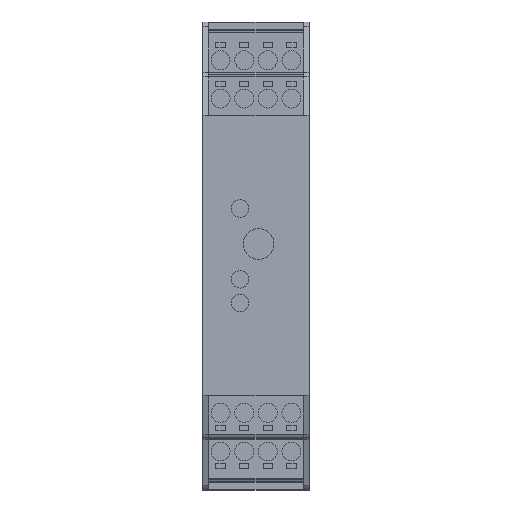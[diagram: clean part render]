
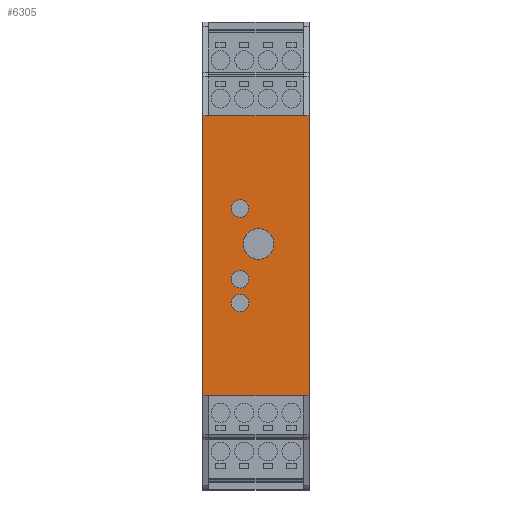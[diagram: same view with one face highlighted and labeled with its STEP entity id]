
A CAD part, top view. The second image highlights one B-rep face of the part: STEP entity #6305.
In plain terms, the highlighted planar face has unit normal (0, 0, 1).
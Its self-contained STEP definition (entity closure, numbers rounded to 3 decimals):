
#467=LINE('',#9541,#1279);
#484=LINE('',#9580,#1296);
#542=LINE('',#9719,#1354);
#543=LINE('',#9720,#1355);
#544=LINE('',#9721,#1356);
#545=LINE('',#9723,#1357);
#546=LINE('',#9725,#1358);
#547=LINE('',#9726,#1359);
#1279=VECTOR('',#7643,1000.);
#1296=VECTOR('',#7684,1000.);
#1354=VECTOR('',#7794,1000.);
#1355=VECTOR('',#7795,1000.);
#1356=VECTOR('',#7796,1000.);
#1357=VECTOR('',#7797,1000.);
#1358=VECTOR('',#7798,1000.);
#1359=VECTOR('',#7799,1000.);
#2305=ORIENTED_EDGE('',*,*,#3953,.F.);
#2306=ORIENTED_EDGE('',*,*,#3954,.F.);
#2307=ORIENTED_EDGE('',*,*,#3955,.F.);
#2308=ORIENTED_EDGE('',*,*,#3956,.F.);
#2309=ORIENTED_EDGE('',*,*,#3957,.T.);
#2310=ORIENTED_EDGE('',*,*,#3871,.F.);
#2311=ORIENTED_EDGE('',*,*,#3958,.F.);
#2312=ORIENTED_EDGE('',*,*,#3959,.F.);
#2313=ORIENTED_EDGE('',*,*,#3960,.F.);
#2314=ORIENTED_EDGE('',*,*,#3961,.T.);
#2315=ORIENTED_EDGE('',*,*,#3962,.T.);
#2316=ORIENTED_EDGE('',*,*,#3891,.T.);
#3871=EDGE_CURVE('',#4457,#4665,#467,.T.);
#3891=EDGE_CURVE('',#4379,#4674,#484,.T.);
#3953=EDGE_CURVE('',#4726,#4726,#4936,.T.);
#3954=EDGE_CURVE('',#4727,#4727,#4937,.T.);
#3955=EDGE_CURVE('',#4728,#4728,#4938,.T.);
#3956=EDGE_CURVE('',#4729,#4729,#4939,.T.);
#3957=EDGE_CURVE('',#4674,#4665,#542,.T.);
#3958=EDGE_CURVE('',#4445,#4457,#543,.T.);
#3959=EDGE_CURVE('',#4730,#4445,#544,.T.);
#3960=EDGE_CURVE('',#4731,#4730,#545,.T.);
#3961=EDGE_CURVE('',#4731,#4371,#546,.T.);
#3962=EDGE_CURVE('',#4371,#4379,#547,.T.);
#4371=VERTEX_POINT('',#8762);
#4379=VERTEX_POINT('',#8779);
#4445=VERTEX_POINT('',#8957);
#4457=VERTEX_POINT('',#8982);
#4665=VERTEX_POINT('',#9542);
#4674=VERTEX_POINT('',#9579);
#4726=VERTEX_POINT('',#9712);
#4727=VERTEX_POINT('',#9714);
#4728=VERTEX_POINT('',#9716);
#4729=VERTEX_POINT('',#9718);
#4730=VERTEX_POINT('',#9722);
#4731=VERTEX_POINT('',#9724);
#4936=CIRCLE('',#6702,3.25);
#4937=CIRCLE('',#6703,1.85);
#4938=CIRCLE('',#6704,1.85);
#4939=CIRCLE('',#6705,1.85);
#5132=EDGE_LOOP('',(#2305));
#5133=EDGE_LOOP('',(#2306));
#5134=EDGE_LOOP('',(#2307));
#5135=EDGE_LOOP('',(#2308));
#5136=EDGE_LOOP('',(#2309,#2310,#2311,#2312,#2313,#2314,#2315,#2316));
#5564=FACE_BOUND('',#5132,.T.);
#5565=FACE_BOUND('',#5133,.T.);
#5566=FACE_BOUND('',#5134,.T.);
#5567=FACE_BOUND('',#5135,.T.);
#5568=FACE_BOUND('',#5136,.T.);
#5975=PLANE('',#6701);
#6305=ADVANCED_FACE('',(#5564,#5565,#5566,#5567,#5568),#5975,.F.);
#6701=AXIS2_PLACEMENT_3D('',#9710,#7784,#7785);
#6702=AXIS2_PLACEMENT_3D('',#9711,#7786,#7787);
#6703=AXIS2_PLACEMENT_3D('',#9713,#7788,#7789);
#6704=AXIS2_PLACEMENT_3D('',#9715,#7790,#7791);
#6705=AXIS2_PLACEMENT_3D('',#9717,#7792,#7793);
#7643=DIRECTION('',(-1.,0.,0.));
#7684=DIRECTION('',(-1.,0.,0.));
#7784=DIRECTION('',(0.,0.,-1.));
#7785=DIRECTION('',(-1.,0.,0.));
#7786=DIRECTION('',(0.,0.,1.));
#7787=DIRECTION('',(1.,0.,0.));
#7788=DIRECTION('',(0.,0.,1.));
#7789=DIRECTION('',(1.,0.,0.));
#7790=DIRECTION('',(0.,0.,1.));
#7791=DIRECTION('',(1.,0.,0.));
#7792=DIRECTION('',(0.,0.,1.));
#7793=DIRECTION('',(1.,0.,0.));
#7794=DIRECTION('',(0.,-1.,0.));
#7795=DIRECTION('',(-1.,0.,0.));
#7796=DIRECTION('',(-1.,0.,0.));
#7797=DIRECTION('',(0.,-1.,0.));
#7798=DIRECTION('',(-1.,0.,0.));
#7799=DIRECTION('',(-1.,0.,0.));
#8762=CARTESIAN_POINT('',(21.3,79.1,114.5));
#8779=CARTESIAN_POINT('',(1.2,79.1,114.5));
#8957=CARTESIAN_POINT('',(21.3,19.9,114.5));
#8982=CARTESIAN_POINT('',(1.2,19.9,114.5));
#9541=CARTESIAN_POINT('',(22.5,19.9,114.5));
#9542=CARTESIAN_POINT('',(0.,19.9,114.5));
#9579=CARTESIAN_POINT('',(0.,79.1,114.5));
#9580=CARTESIAN_POINT('',(22.5,79.1,114.5));
#9710=CARTESIAN_POINT('',(22.5,79.1,114.5));
#9711=CARTESIAN_POINT('',(11.8,52.,114.5));
#9712=CARTESIAN_POINT('',(15.05,52.,114.5));
#9713=CARTESIAN_POINT('',(7.9,59.5,114.5));
#9714=CARTESIAN_POINT('',(9.75,59.5,114.5));
#9715=CARTESIAN_POINT('',(7.9,39.5,114.5));
#9716=CARTESIAN_POINT('',(9.75,39.5,114.5));
#9717=CARTESIAN_POINT('',(7.9,44.5,114.5));
#9718=CARTESIAN_POINT('',(9.75,44.5,114.5));
#9719=CARTESIAN_POINT('',(0.,79.1,114.5));
#9720=CARTESIAN_POINT('',(22.5,19.9,114.5));
#9721=CARTESIAN_POINT('',(22.5,19.9,114.5));
#9722=CARTESIAN_POINT('',(22.5,19.9,114.5));
#9723=CARTESIAN_POINT('',(22.5,79.1,114.5));
#9724=CARTESIAN_POINT('',(22.5,79.1,114.5));
#9725=CARTESIAN_POINT('',(22.5,79.1,114.5));
#9726=CARTESIAN_POINT('',(22.5,79.1,114.5));
